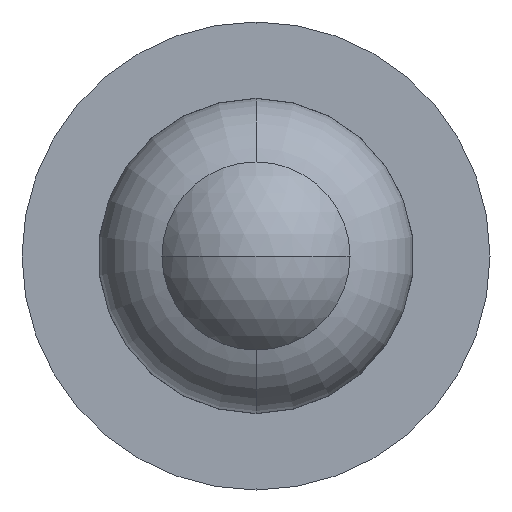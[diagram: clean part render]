
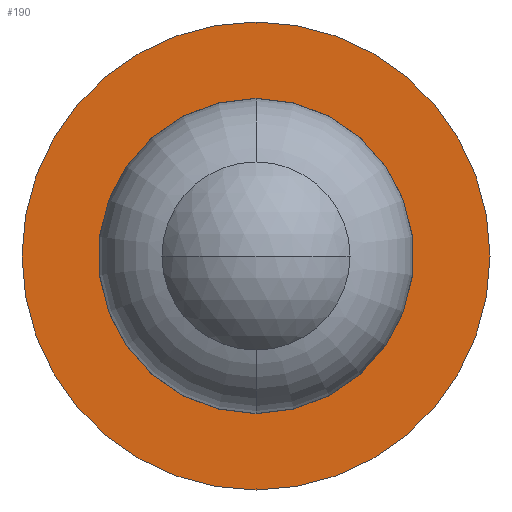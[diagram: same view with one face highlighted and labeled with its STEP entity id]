
A CAD part, front view. The second image highlights one B-rep face of the part: STEP entity #190.
In plain terms, the highlighted planar face has unit normal (0, -1, 0).
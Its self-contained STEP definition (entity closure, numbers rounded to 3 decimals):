
#6 = AXIS2_PLACEMENT_3D ( 'NONE', #187, #189, #191 ) ;
#8 = DIRECTION ( 'NONE',  ( 0., 0., -1. ) ) ;
#13 = AXIS2_PLACEMENT_3D ( 'NONE', #224, #216, #208 ) ;
#30 = CARTESIAN_POINT ( 'NONE',  ( 2.49, 15.2, 0. ) ) ;
#32 = EDGE_CURVE ( 'NONE', #221, #78, #153, .T. ) ;
#34 = CARTESIAN_POINT ( 'NONE',  ( 0., 15.2, 5.04 ) ) ;
#38 = VERTEX_POINT ( 'NONE', #238 ) ;
#44 = CARTESIAN_POINT ( 'NONE',  ( 0., 15.2, -2.49 ) ) ;
#57 = ORIENTED_EDGE ( 'NONE', *, *, #64, .T. ) ;
#63 = DIRECTION ( 'NONE',  ( 0., -1., 0. ) ) ;
#64 = EDGE_CURVE ( 'NONE', #38, #164, #182, .T. ) ;
#71 = EDGE_CURVE ( 'NONE', #164, #38, #213, .T. ) ;
#78 = VERTEX_POINT ( 'NONE', #97 ) ;
#82 = AXIS2_PLACEMENT_3D ( 'NONE', #136, #320, #8 ) ;
#86 = CARTESIAN_POINT ( 'NONE',  ( 0., 15.2, 0. ) ) ;
#94 = PLANE ( 'NONE',  #319 ) ;
#97 = CARTESIAN_POINT ( 'NONE',  ( 0., 15.2, 2.49 ) ) ;
#103 = DIRECTION ( 'NONE',  ( 0., -1., 0. ) ) ;
#106 = DIRECTION ( 'NONE',  ( 0., 0., -1. ) ) ;
#120 = AXIS2_PLACEMENT_3D ( 'NONE', #86, #63, #143 ) ;
#136 = CARTESIAN_POINT ( 'NONE',  ( 0., 15.2, 0. ) ) ;
#143 = DIRECTION ( 'NONE',  ( 0., 0., -1. ) ) ;
#153 = CIRCLE ( 'NONE', #13, 2.49 ) ;
#164 = VERTEX_POINT ( 'NONE', #34 ) ;
#182 = CIRCLE ( 'NONE', #82, 5.04 ) ;
#187 = CARTESIAN_POINT ( 'NONE',  ( 0., 15.2, 0. ) ) ;
#188 = ORIENTED_EDGE ( 'NONE', *, *, #32, .F. ) ;
#189 = DIRECTION ( 'NONE',  ( 0., -1., 0. ) ) ;
#190 = ADVANCED_FACE ( 'NONE', ( #240, #285 ), #94, .T. ) ;
#191 = DIRECTION ( 'NONE',  ( 0., 0., -1. ) ) ;
#208 = DIRECTION ( 'NONE',  ( 0., 0., -1. ) ) ;
#213 = CIRCLE ( 'NONE', #120, 5.04 ) ;
#216 = DIRECTION ( 'NONE',  ( 0., -1., 0. ) ) ;
#217 = EDGE_LOOP ( 'NONE', ( #57, #225 ) ) ;
#221 = VERTEX_POINT ( 'NONE', #44 ) ;
#224 = CARTESIAN_POINT ( 'NONE',  ( 0., 15.2, 0. ) ) ;
#225 = ORIENTED_EDGE ( 'NONE', *, *, #71, .T. ) ;
#231 = ORIENTED_EDGE ( 'NONE', *, *, #264, .F. ) ;
#238 = CARTESIAN_POINT ( 'NONE',  ( 0., 15.2, -5.04 ) ) ;
#240 = FACE_OUTER_BOUND ( 'NONE', #217, .T. ) ;
#264 = EDGE_CURVE ( 'NONE', #78, #221, #321, .T. ) ;
#285 = FACE_BOUND ( 'NONE', #289, .T. ) ;
#289 = EDGE_LOOP ( 'NONE', ( #188, #231 ) ) ;
#319 = AXIS2_PLACEMENT_3D ( 'NONE', #30, #103, #106 ) ;
#320 = DIRECTION ( 'NONE',  ( 0., -1., 0. ) ) ;
#321 = CIRCLE ( 'NONE', #6, 2.49 ) ;
